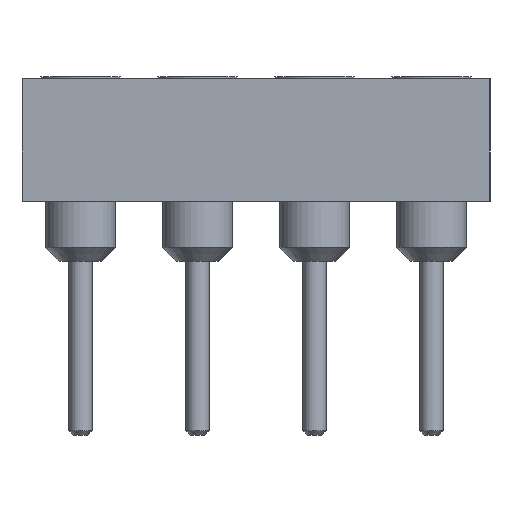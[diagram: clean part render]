
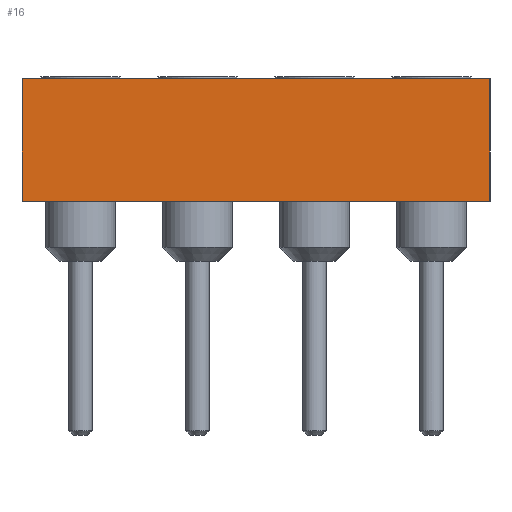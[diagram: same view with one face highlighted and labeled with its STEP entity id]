
A CAD part, left-side view. The second image highlights one B-rep face of the part: STEP entity #16.
In plain terms, the highlighted planar face has unit normal (-1, 0, 0).
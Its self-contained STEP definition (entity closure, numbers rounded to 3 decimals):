
#12=DIRECTION('',(0.,0.,1.));
#16=ADVANCED_FACE('',(#17),#42,.F.);
#17=FACE_BOUND('',#18,.F.);
#18=EDGE_LOOP('',(#19,#27,#34,#39));
#19=ORIENTED_EDGE('',*,*,#20,.T.);
#20=EDGE_CURVE('',#21,#23,#25,.T.);
#21=VERTEX_POINT('',#22);
#22=CARTESIAN_POINT('',(-1.27,1.27,1.3));
#23=VERTEX_POINT('',#24);
#24=CARTESIAN_POINT('',(-1.27,1.27,3.967));
#25=LINE('',#22,#26);
#26=VECTOR('',#12,1.);
#27=ORIENTED_EDGE('',*,*,#28,.T.);
#28=EDGE_CURVE('',#23,#29,#31,.T.);
#29=VERTEX_POINT('',#30);
#30=CARTESIAN_POINT('',(-1.27,-8.89,3.967));
#31=LINE('',#24,#32);
#32=VECTOR('',#33,1.);
#33=DIRECTION('',(0.,-1.,0.));
#34=ORIENTED_EDGE('',*,*,#35,.F.);
#35=EDGE_CURVE('',#36,#29,#38,.T.);
#36=VERTEX_POINT('',#37);
#37=CARTESIAN_POINT('',(-1.27,-8.89,1.3));
#38=LINE('',#37,#26);
#39=ORIENTED_EDGE('',*,*,#40,.F.);
#40=EDGE_CURVE('',#21,#36,#41,.T.);
#41=LINE('',#22,#32);
#42=PLANE('',#43);
#43=AXIS2_PLACEMENT_3D('',#22,#44,#33);
#44=DIRECTION('',(1.,0.,0.));
